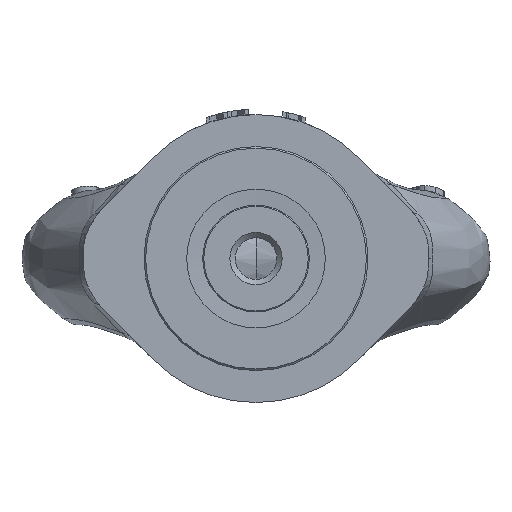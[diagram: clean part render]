
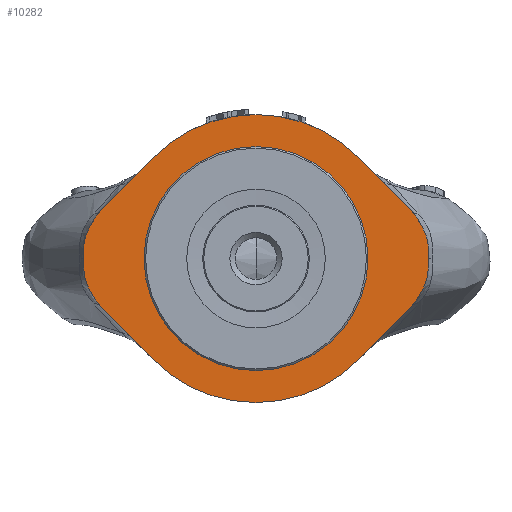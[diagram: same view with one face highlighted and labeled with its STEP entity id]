
A CAD part, front view. The second image highlights one B-rep face of the part: STEP entity #10282.
In plain terms, the highlighted face is planar.
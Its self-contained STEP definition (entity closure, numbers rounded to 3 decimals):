
#364=LINE('',#27838,#1092);
#367=LINE('',#28078,#1095);
#372=LINE('',#28814,#1100);
#375=LINE('',#29073,#1103);
#1092=VECTOR('',#12407,10.);
#1095=VECTOR('',#12418,10.);
#1100=VECTOR('',#12455,10.);
#1103=VECTOR('',#12470,10.);
#1687=PLANE('',#11056);
#1874=FACE_BOUND('',#2904,.T.);
#2277=FACE_OUTER_BOUND('',#2903,.T.);
#2903=EDGE_LOOP('',(#8423,#8424,#8425,#8426,#8427,#8428,#8429,#8430,#8431,
#8432,#8433,#8434,#8435,#8436));
#2904=EDGE_LOOP('',(#8437));
#3646=B_SPLINE_CURVE_WITH_KNOTS('',3,(#27965,#27966,#27967,#27968,#27969,
#27970,#27971,#27972),.UNSPECIFIED.,.F.,.F.,(4,2,2,4),(0.231,
0.314,0.381,0.537),.UNSPECIFIED.);
#3649=B_SPLINE_CURVE_WITH_KNOTS('',3,(#28139,#28140,#28141,#28142,#28143,
#28144,#28145,#28146,#28147,#28148),.UNSPECIFIED.,.F.,.F.,(4,2,2,2,4),(0.,
0.394,0.733,0.822,0.919),
 .UNSPECIFIED.);
#3654=B_SPLINE_CURVE_WITH_KNOTS('',3,(#28954,#28955,#28956,#28957,#28958,
#28959,#28960,#28961),.UNSPECIFIED.,.F.,.F.,(4,2,2,4),(0.231,
0.314,0.381,0.537),.UNSPECIFIED.);
#3659=B_SPLINE_CURVE_WITH_KNOTS('',3,(#29139,#29140,#29141,#29142,#29143,
#29144,#29145,#29146,#29147,#29148),.UNSPECIFIED.,.F.,.F.,(4,2,2,2,4),(0.,
0.394,0.733,0.822,0.919),
 .UNSPECIFIED.);
#3923=CIRCLE('',#10984,21.);
#3953=CIRCLE('',#11028,10.25);
#3955=CIRCLE('',#11031,10.25);
#3962=CIRCLE('',#11044,27.);
#3965=CIRCLE('',#11050,10.25);
#3967=CIRCLE('',#11053,10.25);
#3968=CIRCLE('',#11055,27.);
#4559=VERTEX_POINT('',#23059);
#4594=VERTEX_POINT('',#27835);
#4595=VERTEX_POINT('',#27837);
#4596=VERTEX_POINT('',#27956);
#4598=VERTEX_POINT('',#27960);
#4600=VERTEX_POINT('',#28075);
#4601=VERTEX_POINT('',#28077);
#4602=VERTEX_POINT('',#28138);
#4607=VERTEX_POINT('',#28811);
#4608=VERTEX_POINT('',#28813);
#4610=VERTEX_POINT('',#28951);
#4611=VERTEX_POINT('',#28953);
#4614=VERTEX_POINT('',#29070);
#4615=VERTEX_POINT('',#29072);
#4616=VERTEX_POINT('',#29134);
#5857=EDGE_CURVE('',#4559,#4559,#3923,.T.);
#5916=EDGE_CURVE('',#4594,#4595,#364,.T.);
#5921=EDGE_CURVE('',#4598,#4596,#3646,.F.);
#5926=EDGE_CURVE('',#4600,#4601,#367,.T.);
#5928=EDGE_CURVE('',#4601,#4598,#3953,.T.);
#5929=EDGE_CURVE('',#4602,#4596,#3649,.T.);
#5932=EDGE_CURVE('',#4602,#4594,#3955,.T.);
#5944=EDGE_CURVE('',#4608,#4607,#372,.T.);
#5947=EDGE_CURVE('',#4595,#4607,#3962,.T.);
#5949=EDGE_CURVE('',#4611,#4610,#3654,.F.);
#5956=EDGE_CURVE('',#4615,#4614,#375,.T.);
#5958=EDGE_CURVE('',#4614,#4611,#3965,.T.);
#5961=EDGE_CURVE('',#4616,#4610,#3659,.T.);
#5962=EDGE_CURVE('',#4616,#4608,#3967,.T.);
#5963=EDGE_CURVE('',#4600,#4615,#3968,.T.);
#8423=ORIENTED_EDGE('',*,*,#5963,.T.);
#8424=ORIENTED_EDGE('',*,*,#5956,.T.);
#8425=ORIENTED_EDGE('',*,*,#5958,.T.);
#8426=ORIENTED_EDGE('',*,*,#5949,.T.);
#8427=ORIENTED_EDGE('',*,*,#5961,.F.);
#8428=ORIENTED_EDGE('',*,*,#5962,.T.);
#8429=ORIENTED_EDGE('',*,*,#5944,.T.);
#8430=ORIENTED_EDGE('',*,*,#5947,.F.);
#8431=ORIENTED_EDGE('',*,*,#5916,.F.);
#8432=ORIENTED_EDGE('',*,*,#5932,.F.);
#8433=ORIENTED_EDGE('',*,*,#5929,.T.);
#8434=ORIENTED_EDGE('',*,*,#5921,.F.);
#8435=ORIENTED_EDGE('',*,*,#5928,.F.);
#8436=ORIENTED_EDGE('',*,*,#5926,.F.);
#8437=ORIENTED_EDGE('',*,*,#5857,.T.);
#10282=ADVANCED_FACE('',(#2277,#1874),#1687,.F.);
#10984=AXIS2_PLACEMENT_3D('',#23060,#12322,#12323);
#11028=AXIS2_PLACEMENT_3D('',#28081,#12422,#12423);
#11031=AXIS2_PLACEMENT_3D('',#28723,#12428,#12429);
#11044=AXIS2_PLACEMENT_3D('',#28834,#12459,#12460);
#11050=AXIS2_PLACEMENT_3D('',#29076,#12474,#12475);
#11053=AXIS2_PLACEMENT_3D('',#29214,#12480,#12481);
#11055=AXIS2_PLACEMENT_3D('',#29216,#12484,#12485);
#11056=AXIS2_PLACEMENT_3D('',#29217,#12486,#12487);
#12322=DIRECTION('center_axis',(0.,0.,1.));
#12323=DIRECTION('ref_axis',(1.,0.,0.));
#12407=DIRECTION('',(0.7,-0.714,0.));
#12418=DIRECTION('',(-0.7,-0.714,0.));
#12422=DIRECTION('center_axis',(0.,0.,1.));
#12423=DIRECTION('ref_axis',(1.,0.,0.));
#12428=DIRECTION('center_axis',(0.,0.,1.));
#12429=DIRECTION('ref_axis',(0.714,0.7,0.));
#12455=DIRECTION('',(-0.7,-0.714,0.));
#12459=DIRECTION('center_axis',(0.,0.,1.));
#12460=DIRECTION('ref_axis',(-0.714,0.7,0.));
#12470=DIRECTION('',(0.7,-0.714,0.));
#12474=DIRECTION('center_axis',(0.,0.,-1.));
#12475=DIRECTION('ref_axis',(-1.,0.,0.));
#12480=DIRECTION('center_axis',(0.,0.,-1.));
#12481=DIRECTION('ref_axis',(-0.714,0.7,0.));
#12484=DIRECTION('center_axis',(0.,0.,-1.));
#12485=DIRECTION('ref_axis',(-0.714,-0.7,0.));
#12486=DIRECTION('center_axis',(0.,0.,1.));
#12487=DIRECTION('ref_axis',(1.,0.,0.));
#23059=CARTESIAN_POINT('',(-21.,0.,0.));
#23060=CARTESIAN_POINT('Origin',(0.,0.,0.));
#27835=CARTESIAN_POINT('',(-29.066,-8.929,0.));
#27837=CARTESIAN_POINT('',(-19.272,-18.91,0.));
#27838=CARTESIAN_POINT('',(-29.066,-8.929,0.));
#27956=CARTESIAN_POINT('',(-32.253,0.,0.));
#27960=CARTESIAN_POINT('',(-30.247,7.483,0.));
#27965=CARTESIAN_POINT('Ctrl Pts',(-32.253,0.,
0.));
#27966=CARTESIAN_POINT('Ctrl Pts',(-32.353,1.812,0.));
#27967=CARTESIAN_POINT('Ctrl Pts',(-32.29,2.536,0.));
#27968=CARTESIAN_POINT('Ctrl Pts',(-32.1,3.598,0.));
#27969=CARTESIAN_POINT('Ctrl Pts',(-31.972,4.065,0.));
#27970=CARTESIAN_POINT('Ctrl Pts',(-31.43,5.574,0.));
#27971=CARTESIAN_POINT('Ctrl Pts',(-30.87,6.559,0.));
#27972=CARTESIAN_POINT('Ctrl Pts',(-30.247,7.483,0.));
#28075=CARTESIAN_POINT('',(-19.272,18.91,0.));
#28077=CARTESIAN_POINT('',(-29.066,8.929,0.));
#28078=CARTESIAN_POINT('',(-19.272,18.91,0.));
#28081=CARTESIAN_POINT('Origin',(-21.75,1.75,0.));
#28138=CARTESIAN_POINT('',(-30.247,-7.483,0.));
#28139=CARTESIAN_POINT('Ctrl Pts',(-30.247,-7.483,
0.));
#28140=CARTESIAN_POINT('Ctrl Pts',(-30.982,-6.393,
0.));
#28141=CARTESIAN_POINT('Ctrl Pts',(-31.627,-5.223,
0.));
#28142=CARTESIAN_POINT('Ctrl Pts',(-32.303,-2.868,
0.));
#28143=CARTESIAN_POINT('Ctrl Pts',(-32.316,-2.031,
0.));
#28144=CARTESIAN_POINT('Ctrl Pts',(-32.297,-1.059,
0.));
#28145=CARTESIAN_POINT('Ctrl Pts',(-32.291,-0.857,
0.));
#28146=CARTESIAN_POINT('Ctrl Pts',(-32.275,-0.435,
0.));
#28147=CARTESIAN_POINT('Ctrl Pts',(-32.265,-0.218,
0.));
#28148=CARTESIAN_POINT('Ctrl Pts',(-32.253,0.,
0.));
#28723=CARTESIAN_POINT('Origin',(-21.75,-1.75,0.));
#28811=CARTESIAN_POINT('',(19.272,-18.91,0.));
#28813=CARTESIAN_POINT('',(29.066,-8.929,0.));
#28814=CARTESIAN_POINT('',(29.066,-8.929,0.));
#28834=CARTESIAN_POINT('Origin',(0.,0.,0.));
#28951=CARTESIAN_POINT('',(32.253,0.,0.));
#28953=CARTESIAN_POINT('',(30.247,7.483,0.));
#28954=CARTESIAN_POINT('Ctrl Pts',(32.253,0.,
0.));
#28955=CARTESIAN_POINT('Ctrl Pts',(32.353,1.812,0.));
#28956=CARTESIAN_POINT('Ctrl Pts',(32.29,2.536,0.));
#28957=CARTESIAN_POINT('Ctrl Pts',(32.1,3.598,0.));
#28958=CARTESIAN_POINT('Ctrl Pts',(31.972,4.065,0.));
#28959=CARTESIAN_POINT('Ctrl Pts',(31.43,5.574,0.));
#28960=CARTESIAN_POINT('Ctrl Pts',(30.87,6.559,0.));
#28961=CARTESIAN_POINT('Ctrl Pts',(30.247,7.483,0.));
#29070=CARTESIAN_POINT('',(29.066,8.929,0.));
#29072=CARTESIAN_POINT('',(19.272,18.91,0.));
#29073=CARTESIAN_POINT('',(19.272,18.91,0.));
#29076=CARTESIAN_POINT('Origin',(21.75,1.75,0.));
#29134=CARTESIAN_POINT('',(30.247,-7.483,0.));
#29139=CARTESIAN_POINT('Ctrl Pts',(30.247,-7.483,0.));
#29140=CARTESIAN_POINT('Ctrl Pts',(30.982,-6.393,0.));
#29141=CARTESIAN_POINT('Ctrl Pts',(31.627,-5.223,0.));
#29142=CARTESIAN_POINT('Ctrl Pts',(32.303,-2.868,0.));
#29143=CARTESIAN_POINT('Ctrl Pts',(32.316,-2.031,0.));
#29144=CARTESIAN_POINT('Ctrl Pts',(32.297,-1.059,0.));
#29145=CARTESIAN_POINT('Ctrl Pts',(32.291,-0.857,0.));
#29146=CARTESIAN_POINT('Ctrl Pts',(32.275,-0.435,
0.));
#29147=CARTESIAN_POINT('Ctrl Pts',(32.265,-0.218,
0.));
#29148=CARTESIAN_POINT('Ctrl Pts',(32.253,0.,
0.));
#29214=CARTESIAN_POINT('Origin',(21.75,-1.75,0.));
#29216=CARTESIAN_POINT('Origin',(0.,0.,0.));
#29217=CARTESIAN_POINT('Origin',(0.,0.,
0.));
